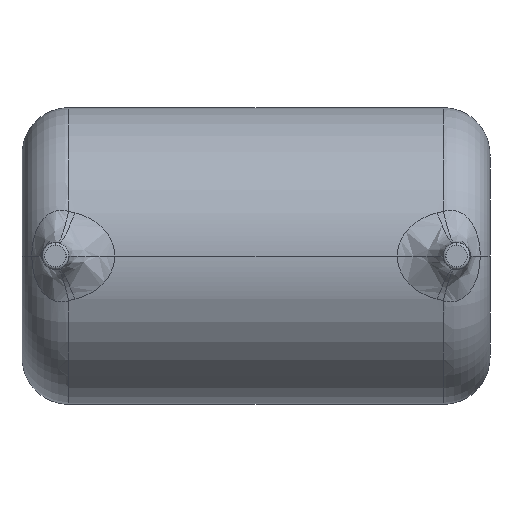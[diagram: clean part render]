
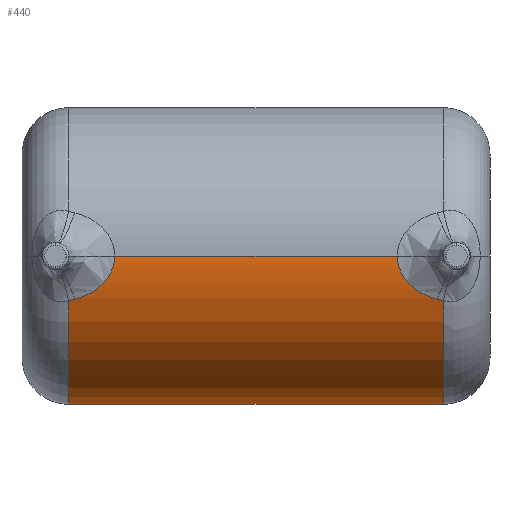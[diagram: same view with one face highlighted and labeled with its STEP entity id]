
A CAD part, front view. The second image highlights one B-rep face of the part: STEP entity #440.
In plain terms, the highlighted cylindrical face has radius 5.55 mm (diameter 11.1 mm), a partial arc.
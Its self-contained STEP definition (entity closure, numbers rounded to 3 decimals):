
#22 = DIRECTION ( 'NONE',  ( 0., -1., 0. ) ) ;
#26 = FACE_OUTER_BOUND ( 'NONE', #918, .T. ) ;
#43 = LINE ( 'NONE', #948, #875 ) ;
#46 = CARTESIAN_POINT ( 'NONE',  ( 7., 1.757, -1.669 ) ) ;
#110 = ORIENTED_EDGE ( 'NONE', *, *, #1442, .F. ) ;
#112 = CARTESIAN_POINT ( 'NONE',  ( 6.047, 1.657, -1.312 ) ) ;
#130 = CARTESIAN_POINT ( 'NONE',  ( 6.578, 1.726, -1.569 ) ) ;
#142 = CARTESIAN_POINT ( 'NONE',  ( 5.612, 1.575, -0.913 ) ) ;
#155 = CARTESIAN_POINT ( 'NONE',  ( -6.846, 1.748, -1.639 ) ) ;
#160 = VECTOR ( 'NONE', #942, 1000. ) ;
#166 = CARTESIAN_POINT ( 'NONE',  ( -5.368, 1.521, -0.489 ) ) ;
#177 = VERTEX_POINT ( 'NONE', #1022 ) ;
#195 = CARTESIAN_POINT ( 'NONE',  ( 6.923, 1.753, -1.656 ) ) ;
#234 = VERTEX_POINT ( 'NONE', #872 ) ;
#254 = CARTESIAN_POINT ( 'NONE',  ( 5.677, 1.588, -0.989 ) ) ;
#260 = CARTESIAN_POINT ( 'NONE',  ( -5.282, 1.5, 0. ) ) ;
#261 = EDGE_CURVE ( 'NONE', #234, #1878, #1385, .T. ) ;
#268 = CARTESIAN_POINT ( 'NONE',  ( 6.395, 1.705, -1.499 ) ) ;
#310 = EDGE_CURVE ( 'NONE', #1435, #234, #1193, .T. ) ;
#340 = CARTESIAN_POINT ( 'NONE',  ( 6.846, 1.748, -1.639 ) ) ;
#360 = ORIENTED_EDGE ( 'NONE', *, *, #768, .T. ) ;
#362 = B_SPLINE_CURVE_WITH_KNOTS ( 'NONE', 3,
 ( #941, #480, #1400, #1076, #1652, #927, #653, #643, #1377, #166, #1694, #1242, #1254, #499 ),
 .UNSPECIFIED., .F., .F.,
 ( 4, 2, 2, 2, 2, 2, 4 ),
 ( 0., 0.001, 0.001, 0.001, 0.002, 0.002, 0.002 ),
 .UNSPECIFIED. ) ;
#370 = EDGE_CURVE ( 'NONE', #1938, #1394, #1821, .T. ) ;
#413 = CARTESIAN_POINT ( 'NONE',  ( 5.293, 1.503, -0.199 ) ) ;
#431 = CARTESIAN_POINT ( 'NONE',  ( 7., 1.757, -1.669 ) ) ;
#440 = ADVANCED_FACE ( 'NONE', ( #26 ), #1657, .T. ) ;
#480 = CARTESIAN_POINT ( 'NONE',  ( -6.578, 1.726, -1.569 ) ) ;
#499 = CARTESIAN_POINT ( 'NONE',  ( -5.282, 1.5, 0. ) ) ;
#564 = ORIENTED_EDGE ( 'NONE', *, *, #1531, .F. ) ;
#604 = CARTESIAN_POINT ( 'NONE',  ( 0., 7.05, 0. ) ) ;
#643 = CARTESIAN_POINT ( 'NONE',  ( -5.498, 1.551, -0.753 ) ) ;
#653 = CARTESIAN_POINT ( 'NONE',  ( -5.612, 1.575, -0.913 ) ) ;
#706 = CARTESIAN_POINT ( 'NONE',  ( 5.449, 1.54, -0.668 ) ) ;
#739 = CARTESIAN_POINT ( 'NONE',  ( -7., 1.757, -1.669 ) ) ;
#766 = DIRECTION ( 'NONE',  ( -1., 0., 0. ) ) ;
#768 = EDGE_CURVE ( 'NONE', #1938, #1435, #1859, .T. ) ;
#790 = DIRECTION ( 'NONE',  ( 1., 0., 0. ) ) ;
#800 = DIRECTION ( 'NONE',  ( -1., 0., 0. ) ) ;
#855 = CARTESIAN_POINT ( 'NONE',  ( 5.282, 1.5, 0. ) ) ;
#872 = CARTESIAN_POINT ( 'NONE',  ( 6.771, 1.742, -1.62 ) ) ;
#875 = VECTOR ( 'NONE', #1691, 1000. ) ;
#918 = EDGE_LOOP ( 'NONE', ( #360, #1809, #1284, #1107, #564, #110, #1877, #1215 ) ) ;
#927 = CARTESIAN_POINT ( 'NONE',  ( -5.677, 1.588, -0.989 ) ) ;
#935 = AXIS2_PLACEMENT_3D ( 'NONE', #604, #790, #1521 ) ;
#941 = CARTESIAN_POINT ( 'NONE',  ( -6.771, 1.742, -1.62 ) ) ;
#942 = DIRECTION ( 'NONE',  ( -1., 0., 0. ) ) ;
#948 = CARTESIAN_POINT ( 'NONE',  ( 0., 1.5, 0. ) ) ;
#959 = DIRECTION ( 'NONE',  ( 0., -1., 0. ) ) ;
#1018 = CARTESIAN_POINT ( 'NONE',  ( 5.282, 1.5, 0. ) ) ;
#1020 = CARTESIAN_POINT ( 'NONE',  ( -6.771, 1.742, -1.62 ) ) ;
#1022 = CARTESIAN_POINT ( 'NONE',  ( -7., 1.757, -1.669 ) ) ;
#1063 = CIRCLE ( 'NONE', #1733, 5.55 ) ;
#1073 = B_SPLINE_CURVE_WITH_KNOTS ( 'NONE', 3,
 ( #739, #1478, #155, #1020 ),
 .UNSPECIFIED., .F., .F.,
 ( 4, 4 ),
 ( 0., 0. ),
 .UNSPECIFIED. ) ;
#1076 = CARTESIAN_POINT ( 'NONE',  ( -6.047, 1.657, -1.312 ) ) ;
#1091 = CARTESIAN_POINT ( 'NONE',  ( 0., 7.05, -5.55 ) ) ;
#1107 = ORIENTED_EDGE ( 'NONE', *, *, #1804, .T. ) ;
#1165 = CARTESIAN_POINT ( 'NONE',  ( 5.498, 1.551, -0.753 ) ) ;
#1192 = CARTESIAN_POINT ( 'NONE',  ( 6.771, 1.742, -1.62 ) ) ;
#1193 = B_SPLINE_CURVE_WITH_KNOTS ( 'NONE', 3,
 ( #46, #195, #340, #1686 ),
 .UNSPECIFIED., .F., .F.,
 ( 4, 4 ),
 ( 0., 0. ),
 .UNSPECIFIED. ) ;
#1204 = CARTESIAN_POINT ( 'NONE',  ( -6.771, 1.742, -1.62 ) ) ;
#1215 = ORIENTED_EDGE ( 'NONE', *, *, #370, .F. ) ;
#1242 = CARTESIAN_POINT ( 'NONE',  ( -5.293, 1.503, -0.199 ) ) ;
#1254 = CARTESIAN_POINT ( 'NONE',  ( -5.282, 1.5, -0.101 ) ) ;
#1276 = VERTEX_POINT ( 'NONE', #260 ) ;
#1284 = ORIENTED_EDGE ( 'NONE', *, *, #261, .T. ) ;
#1302 = CARTESIAN_POINT ( 'NONE',  ( 5.368, 1.521, -0.489 ) ) ;
#1377 = CARTESIAN_POINT ( 'NONE',  ( -5.449, 1.54, -0.668 ) ) ;
#1385 = B_SPLINE_CURVE_WITH_KNOTS ( 'NONE', 3,
 ( #1192, #130, #268, #112, #1948, #254, #142, #1165, #706, #1302, #1757, #413, #1607, #855 ),
 .UNSPECIFIED., .F., .F.,
 ( 4, 2, 2, 2, 2, 2, 4 ),
 ( 0., 0.001, 0.001, 0.001, 0.002, 0.002, 0.002 ),
 .UNSPECIFIED. ) ;
#1394 = VERTEX_POINT ( 'NONE', #1781 ) ;
#1400 = CARTESIAN_POINT ( 'NONE',  ( -6.395, 1.705, -1.499 ) ) ;
#1428 = CARTESIAN_POINT ( 'NONE',  ( -7., 7.05, 0. ) ) ;
#1435 = VERTEX_POINT ( 'NONE', #431 ) ;
#1442 = EDGE_CURVE ( 'NONE', #177, #1476, #1073, .T. ) ;
#1476 = VERTEX_POINT ( 'NONE', #1204 ) ;
#1478 = CARTESIAN_POINT ( 'NONE',  ( -6.923, 1.753, -1.656 ) ) ;
#1521 = DIRECTION ( 'NONE',  ( 0., 1., 0. ) ) ;
#1531 = EDGE_CURVE ( 'NONE', #1476, #1276, #362, .T. ) ;
#1607 = CARTESIAN_POINT ( 'NONE',  ( 5.282, 1.5, -0.101 ) ) ;
#1612 = CARTESIAN_POINT ( 'NONE',  ( 7., 7.05, -5.55 ) ) ;
#1652 = CARTESIAN_POINT ( 'NONE',  ( -5.886, 1.629, -1.197 ) ) ;
#1657 = CYLINDRICAL_SURFACE ( 'NONE', #935, 5.55 ) ;
#1667 = CARTESIAN_POINT ( 'NONE',  ( 7., 7.05, 0. ) ) ;
#1686 = CARTESIAN_POINT ( 'NONE',  ( 6.771, 1.742, -1.62 ) ) ;
#1687 = EDGE_CURVE ( 'NONE', #1394, #177, #1063, .T. ) ;
#1691 = DIRECTION ( 'NONE',  ( -1., 0., 0. ) ) ;
#1694 = CARTESIAN_POINT ( 'NONE',  ( -5.336, 1.513, -0.393 ) ) ;
#1733 = AXIS2_PLACEMENT_3D ( 'NONE', #1428, #800, #959 ) ;
#1757 = CARTESIAN_POINT ( 'NONE',  ( 5.336, 1.513, -0.393 ) ) ;
#1781 = CARTESIAN_POINT ( 'NONE',  ( -7., 7.05, -5.55 ) ) ;
#1804 = EDGE_CURVE ( 'NONE', #1878, #1276, #43, .T. ) ;
#1809 = ORIENTED_EDGE ( 'NONE', *, *, #310, .T. ) ;
#1821 = LINE ( 'NONE', #1091, #160 ) ;
#1859 = CIRCLE ( 'NONE', #1924, 5.55 ) ;
#1877 = ORIENTED_EDGE ( 'NONE', *, *, #1687, .F. ) ;
#1878 = VERTEX_POINT ( 'NONE', #1018 ) ;
#1924 = AXIS2_PLACEMENT_3D ( 'NONE', #1667, #766, #22 ) ;
#1938 = VERTEX_POINT ( 'NONE', #1612 ) ;
#1948 = CARTESIAN_POINT ( 'NONE',  ( 5.886, 1.629, -1.197 ) ) ;
